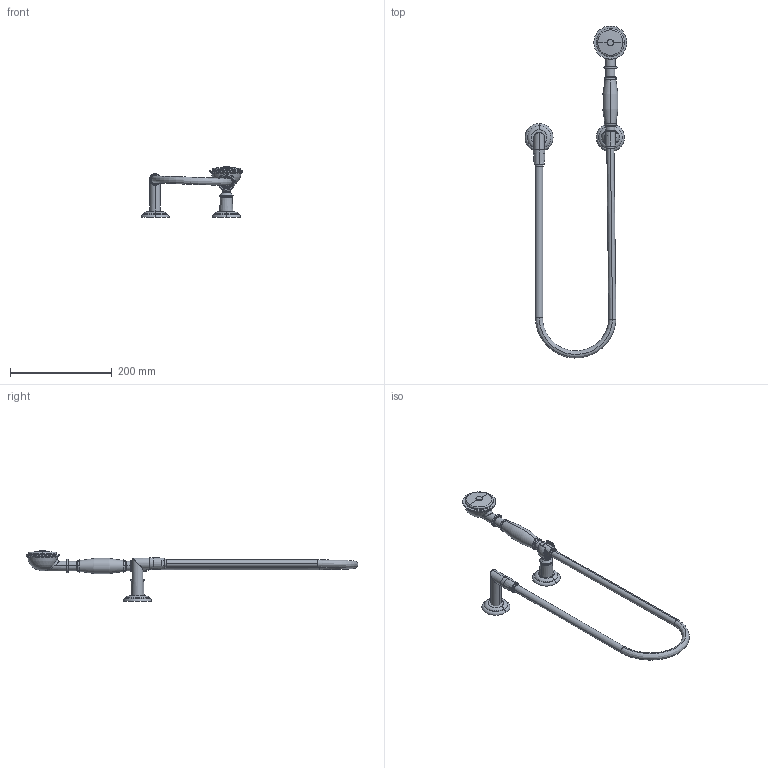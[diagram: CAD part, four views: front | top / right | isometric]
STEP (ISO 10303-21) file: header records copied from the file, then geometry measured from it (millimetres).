
FILE_DESCRIPTION (( 'STEP AP203' ), '1' );
FILE_NAME ('27803361-00.STEP', '2018-07-03T14:42:27', ( '' ), ( '' ), 'SwSTEP 2.0', 'SolidWorks 2017', '' );
FILE_SCHEMA (( 'CONFIG_CONTROL_DESIGN' ));
Length unit declared in the file: millimetre
Products named in the file (11): Planungsmodell_Griff-+-09.20.82.050.90-01_ _K1; Planungsmodell_Sieb-+-09.12.01.010.90-01_ _K1; Planungsmodell_Handbrause-+-04.12.09.004.36-1_ _PDB_04120900436-00; Planungsmodell_Schlauch-+-09.30.02.008-03_ _K2_Einsatz_27803361; Planungsmodell_Huelse-+-09.21.02.159.90-01; 27803361-00; Halter-+-09.17.20.015.90-01_-_K1; Planungsmodell_Rosette-+-09.27.35.003.90-01_-_Default1; Planungsmodell_Huelse-+-09.18.40.035.90-01_-_K1; Planungsmodell_Rohr_abgewinkel-+-09.11.03.021.94-01_ _K1_21x68x32x90; Planungsmodell_Handbrause-+-04.12.09.004.36-01_ _K1
Assembly tree (11 placements, depth 3):
  27803361-00
    Planungsmodell_Rosette-+-09.27.35.003.90-01_-_Default1  x2
    Planungsmodell_Huelse-+-09.21.02.159.90-01
    Halter-+-09.17.20.015.90-01_-_K1
    Planungsmodell_Huelse-+-09.18.40.035.90-01_-_K1
    Planungsmodell_Rohr_abgewinkel-+-09.11.03.021.94-01_ _K1_21x68x32x90
    Planungsmodell_Handbrause-+-04.12.09.004.36-1_ _PDB_04120900436-00
      Planungsmodell_Handbrause-+-04.12.09.004.36-01_ _K1
      Planungsmodell_Griff-+-09.20.82.050.90-01_ _K1
      Planungsmodell_Sieb-+-09.12.01.010.90-01_ _K1
    Planungsmodell_Schlauch-+-09.30.02.008-03_ _K2_Einsatz_27803361
Bounding box: 200 x 651.72 x 98.32 mm (x, y, z)
Volume: 417920.2 mm3; surface area: 105823.7 mm2
Topology: 10 solids, 10 shells, 182 faces, 407 edges, 249 vertices
Faces by surface type: plane 53, cylinder 48, cone 35, torus 34, bspline 7, sphere 5
Entity records: 7082 total; most frequent: CARTESIAN_POINT 2062, DIRECTION 893, ORIENTED_EDGE 752, AXIS2_PLACEMENT_3D 398, EDGE_CURVE 376, VERTEX_POINT 234, CIRCLE 217, EDGE_LOOP 186
